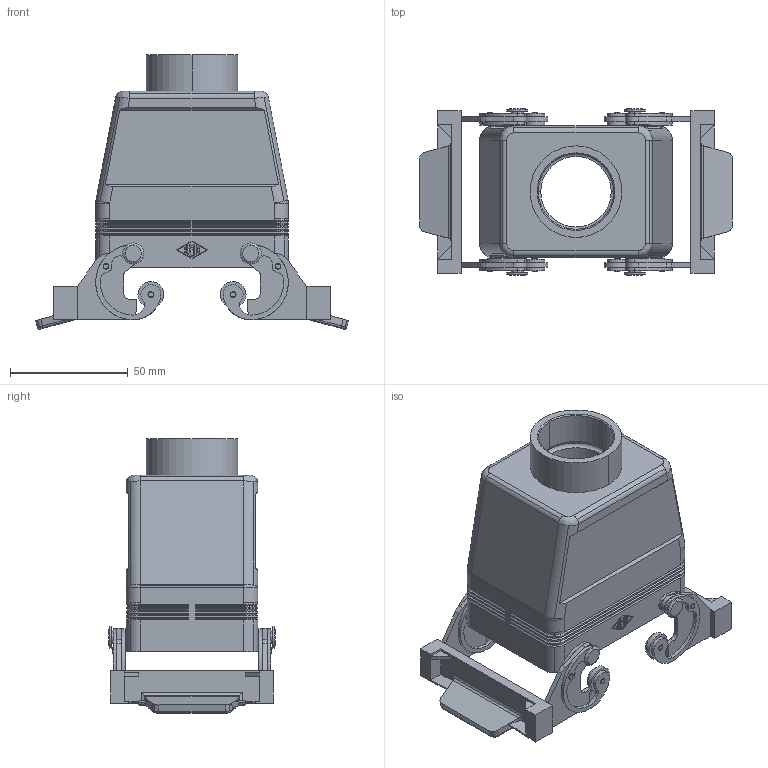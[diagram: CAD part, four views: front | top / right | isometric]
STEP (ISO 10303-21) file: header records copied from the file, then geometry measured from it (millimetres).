
FILE_DESCRIPTION((''),'2;1');
FILE_NAME('MAV 50 X32.stp','2006-12-13T20:52:56',('gembarski'),(''),'Autodesk Inventor 7','Autodesk Inventor 7','');
FILE_SCHEMA(('AUTOMOTIVE_DESIGN { 1 0 10303 214 1 1 1 1 }'));
Length unit declared in the file: millimetre
Products named in the file (1): MAV 50 X32
Bounding box: 133.07 x 71 x 116.72 mm (x, y, z)
Volume: 110939 mm3; surface area: 68174.9 mm2
Topology: 1 solids, 5 shells, 889 faces, 2252 edges, 1423 vertices
Faces by surface type: bspline 276, plane 263, cylinder 256, cone 70, torus 20, sphere 4
Entity records: 30306 total; most frequent: CARTESIAN_POINT 8937, ORIENTED_EDGE 4504, DIRECTION 4481, EDGE_CURVE 2252, AXIS2_PLACEMENT_3D 1631, VERTEX_POINT 1423, VECTOR 1219, LINE 1219
